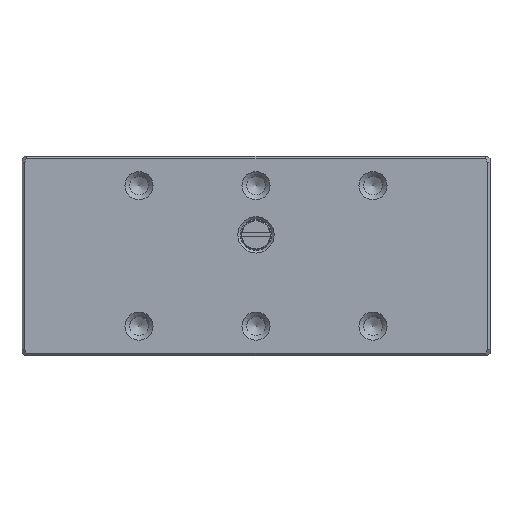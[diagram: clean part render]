
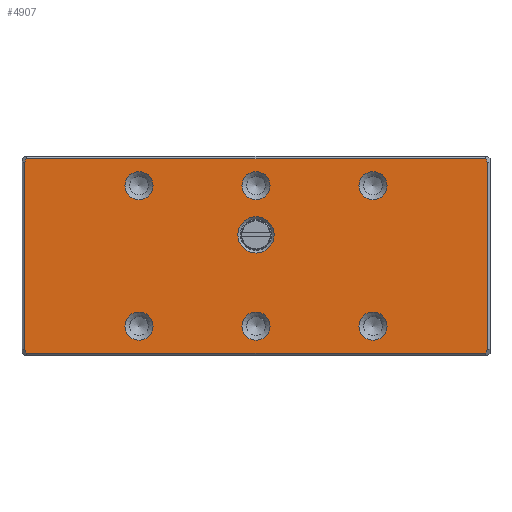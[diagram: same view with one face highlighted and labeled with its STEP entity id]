
A CAD part, top view. The second image highlights one B-rep face of the part: STEP entity #4907.
In plain terms, the highlighted planar face has unit normal (0, 0, 1).
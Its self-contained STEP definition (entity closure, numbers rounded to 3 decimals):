
#4338=FACE_BOUND('',#8427,.T.);
#4339=FACE_BOUND('',#8428,.T.);
#4340=FACE_BOUND('',#8429,.T.);
#4341=FACE_BOUND('',#8430,.T.);
#4342=FACE_BOUND('',#8431,.T.);
#4343=FACE_BOUND('',#8432,.T.);
#4344=FACE_BOUND('',#8433,.T.);
#4345=FACE_BOUND('',#8434,.T.);
#4476=CIRCLE('',#28683,1.55);
#4477=CIRCLE('',#28684,1.2);
#4478=CIRCLE('',#28685,1.2);
#4479=CIRCLE('',#28686,1.2);
#4480=CIRCLE('',#28687,1.2);
#4481=CIRCLE('',#28688,1.2);
#4482=CIRCLE('',#28689,1.2);
#4907=ADVANCED_FACE('',(#4338,#4339,#4340,#4341,#4342,#4343,#4344,#4345),
#6141,.F.);
#6141=PLANE('',#28690);
#8427=EDGE_LOOP('',(#12351));
#8428=EDGE_LOOP('',(#12352));
#8429=EDGE_LOOP('',(#12353));
#8430=EDGE_LOOP('',(#12354));
#8431=EDGE_LOOP('',(#12355));
#8432=EDGE_LOOP('',(#12356));
#8433=EDGE_LOOP('',(#12357));
#8434=EDGE_LOOP('',(#12358,#12359,#12360,#12361,#12362,#12363,#12364,#12365));
#12351=ORIENTED_EDGE('',*,*,#20599,.T.);
#12352=ORIENTED_EDGE('',*,*,#20600,.T.);
#12353=ORIENTED_EDGE('',*,*,#20601,.T.);
#12354=ORIENTED_EDGE('',*,*,#20602,.T.);
#12355=ORIENTED_EDGE('',*,*,#20603,.T.);
#12356=ORIENTED_EDGE('',*,*,#20604,.T.);
#12357=ORIENTED_EDGE('',*,*,#20605,.T.);
#12358=ORIENTED_EDGE('',*,*,#20606,.T.);
#12359=ORIENTED_EDGE('',*,*,#20607,.T.);
#12360=ORIENTED_EDGE('',*,*,#20608,.T.);
#12361=ORIENTED_EDGE('',*,*,#20609,.T.);
#12362=ORIENTED_EDGE('',*,*,#20610,.T.);
#12363=ORIENTED_EDGE('',*,*,#20611,.T.);
#12364=ORIENTED_EDGE('',*,*,#20612,.T.);
#12365=ORIENTED_EDGE('',*,*,#20613,.T.);
#17987=VERTEX_POINT('',#38725);
#17988=VERTEX_POINT('',#38727);
#17989=VERTEX_POINT('',#38729);
#17990=VERTEX_POINT('',#38731);
#17991=VERTEX_POINT('',#38733);
#17992=VERTEX_POINT('',#38735);
#17993=VERTEX_POINT('',#38737);
#17994=VERTEX_POINT('',#38739);
#17995=VERTEX_POINT('',#38740);
#17996=VERTEX_POINT('',#38742);
#17997=VERTEX_POINT('',#38744);
#17998=VERTEX_POINT('',#38746);
#17999=VERTEX_POINT('',#38748);
#18000=VERTEX_POINT('',#38750);
#18001=VERTEX_POINT('',#38752);
#20599=EDGE_CURVE('',#17987,#17987,#4476,.T.);
#20600=EDGE_CURVE('',#17988,#17988,#4477,.T.);
#20601=EDGE_CURVE('',#17989,#17989,#4478,.T.);
#20602=EDGE_CURVE('',#17990,#17990,#4479,.T.);
#20603=EDGE_CURVE('',#17991,#17991,#4480,.T.);
#20604=EDGE_CURVE('',#17992,#17992,#4481,.T.);
#20605=EDGE_CURVE('',#17993,#17993,#4482,.T.);
#20606=EDGE_CURVE('',#17994,#17995,#23821,.T.);
#20607=EDGE_CURVE('',#17995,#17996,#23822,.T.);
#20608=EDGE_CURVE('',#17996,#17997,#23823,.T.);
#20609=EDGE_CURVE('',#17997,#17998,#23824,.T.);
#20610=EDGE_CURVE('',#17998,#17999,#23825,.T.);
#20611=EDGE_CURVE('',#17999,#18000,#23826,.T.);
#20612=EDGE_CURVE('',#18000,#18001,#23827,.T.);
#20613=EDGE_CURVE('',#18001,#17994,#23828,.T.);
#23821=LINE('',#38738,#26789);
#23822=LINE('',#38741,#26790);
#23823=LINE('',#38743,#26791);
#23824=LINE('',#38745,#26792);
#23825=LINE('',#38747,#26793);
#23826=LINE('',#38749,#26794);
#23827=LINE('',#38751,#26795);
#23828=LINE('',#38753,#26796);
#26789=VECTOR('',#31813,1.);
#26790=VECTOR('',#31814,1.);
#26791=VECTOR('',#31815,1.);
#26792=VECTOR('',#31816,1.);
#26793=VECTOR('',#31817,1.);
#26794=VECTOR('',#31818,1.);
#26795=VECTOR('',#31819,1.);
#26796=VECTOR('',#31820,1.);
#28683=AXIS2_PLACEMENT_3D('',#38724,#31799,#31800);
#28684=AXIS2_PLACEMENT_3D('',#38726,#31801,#31802);
#28685=AXIS2_PLACEMENT_3D('',#38728,#31803,#31804);
#28686=AXIS2_PLACEMENT_3D('',#38730,#31805,#31806);
#28687=AXIS2_PLACEMENT_3D('',#38732,#31807,#31808);
#28688=AXIS2_PLACEMENT_3D('',#38734,#31809,#31810);
#28689=AXIS2_PLACEMENT_3D('',#38736,#31811,#31812);
#28690=AXIS2_PLACEMENT_3D('',#38754,#31821,#31822);
#31799=DIRECTION('',(0.,0.,-1.));
#31800=DIRECTION('',(-1.,0.,0.));
#31801=DIRECTION('',(0.,0.,-1.));
#31802=DIRECTION('',(-1.,0.,0.));
#31803=DIRECTION('',(0.,0.,-1.));
#31804=DIRECTION('',(-1.,0.,0.));
#31805=DIRECTION('',(0.,0.,-1.));
#31806=DIRECTION('',(-1.,0.,0.));
#31807=DIRECTION('',(0.,0.,-1.));
#31808=DIRECTION('',(-1.,0.,0.));
#31809=DIRECTION('',(0.,0.,-1.));
#31810=DIRECTION('',(-1.,0.,0.));
#31811=DIRECTION('',(0.,0.,-1.));
#31812=DIRECTION('',(-1.,0.,0.));
#31813=DIRECTION('',(-0.577,-0.816,0.));
#31814=DIRECTION('',(0.,-1.,0.));
#31815=DIRECTION('',(0.577,-0.816,0.));
#31816=DIRECTION('',(1.,0.,0.));
#31817=DIRECTION('',(0.577,0.816,0.));
#31818=DIRECTION('',(0.,1.,0.));
#31819=DIRECTION('',(-0.577,0.816,0.));
#31820=DIRECTION('',(-1.,0.,0.));
#31821=DIRECTION('',(0.,0.,-1.));
#31822=DIRECTION('',(1.,0.,0.));
#38724=CARTESIAN_POINT('',(0.,1.8,8.));
#38725=CARTESIAN_POINT('',(-1.55,1.8,8.));
#38726=CARTESIAN_POINT('',(10.,6.,8.));
#38727=CARTESIAN_POINT('',(8.8,6.,8.));
#38728=CARTESIAN_POINT('',(0.,6.,8.));
#38729=CARTESIAN_POINT('',(-1.2,6.,8.));
#38730=CARTESIAN_POINT('',(10.,-6.,8.));
#38731=CARTESIAN_POINT('',(8.8,-6.,8.));
#38732=CARTESIAN_POINT('',(0.,-6.,8.));
#38733=CARTESIAN_POINT('',(-1.2,-6.,8.));
#38734=CARTESIAN_POINT('',(-10.,6.,8.));
#38735=CARTESIAN_POINT('',(-11.2,6.,8.));
#38736=CARTESIAN_POINT('',(-10.,-6.,8.));
#38737=CARTESIAN_POINT('',(-11.2,-6.,8.));
#38738=CARTESIAN_POINT('',(-19.937,7.823,8.));
#38739=CARTESIAN_POINT('',(-19.6,8.3,8.));
#38740=CARTESIAN_POINT('',(-19.8,8.017,8.));
#38741=CARTESIAN_POINT('',(-19.8,8.5,8.));
#38742=CARTESIAN_POINT('',(-19.8,-8.017,8.));
#38743=CARTESIAN_POINT('',(-19.937,-7.823,8.));
#38744=CARTESIAN_POINT('',(-19.6,-8.3,8.));
#38745=CARTESIAN_POINT('',(20.,-8.3,8.));
#38746=CARTESIAN_POINT('',(19.6,-8.3,8.));
#38747=CARTESIAN_POINT('',(19.937,-7.823,8.));
#38748=CARTESIAN_POINT('',(19.8,-8.017,8.));
#38749=CARTESIAN_POINT('',(19.8,7.734,8.));
#38750=CARTESIAN_POINT('',(19.8,8.017,8.));
#38751=CARTESIAN_POINT('',(19.937,7.823,8.));
#38752=CARTESIAN_POINT('',(19.6,8.3,8.));
#38753=CARTESIAN_POINT('',(20.,8.3,8.));
#38754=CARTESIAN_POINT('',(20.,8.5,8.));
